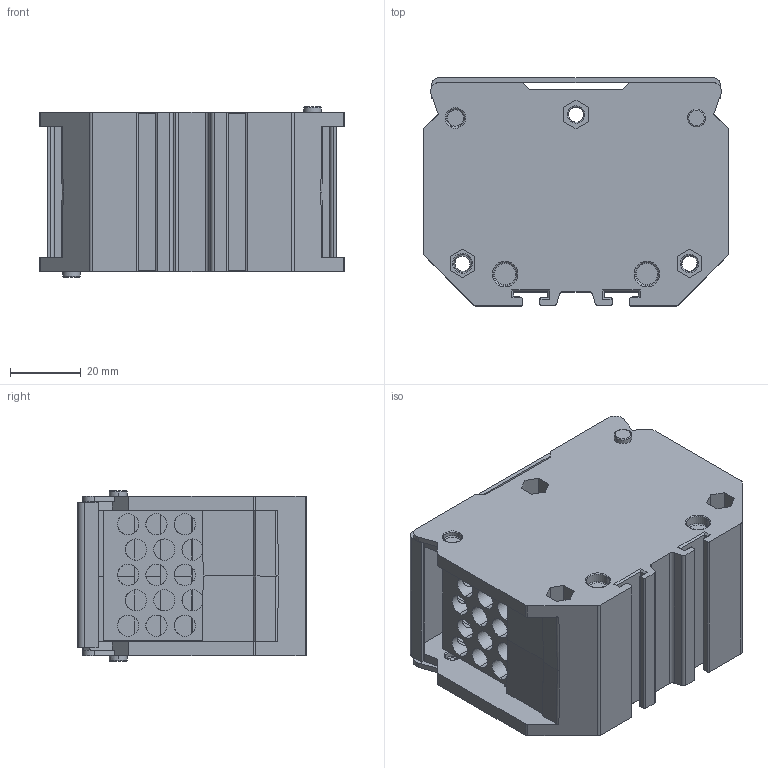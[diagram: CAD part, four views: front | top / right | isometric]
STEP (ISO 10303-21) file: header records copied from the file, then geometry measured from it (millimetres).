
FILE_DESCRIPTION((''),'2;1');
FILE_NAME('UTD-300I_15_10_SW0001','2021-11-18T12:48:35',('Administrator'),(''),'CREO PARAMETRIC BY PTC INC, 2016510','CREO PARAMETRIC BY PTC INC, 2016510','');
FILE_SCHEMA(('CONFIG_CONTROL_DESIGN','SHAPE_APPEARANCE_LAYERS_GROUPS'));
Length unit declared in the file: millimetre
Products named in the file (1): UTD-300I_15_10_SW0001
Bounding box: 86 x 64.35 x 48 mm (x, y, z)
Volume: 103586.2 mm3; surface area: 60679.8 mm2
Topology: 3 solids, 3 shells, 670 faces, 1928 edges, 1261 vertices
Faces by surface type: plane 332, cylinder 196, torus 76, bspline 42, cone 24
Entity records: 25673 total; most frequent: CARTESIAN_POINT 7808, ORIENTED_EDGE 3852, DIRECTION 3629, EDGE_CURVE 1926, AXIS2_PLACEMENT_3D 1266, VERTEX_POINT 1261, VECTOR 1097, LINE 1097
